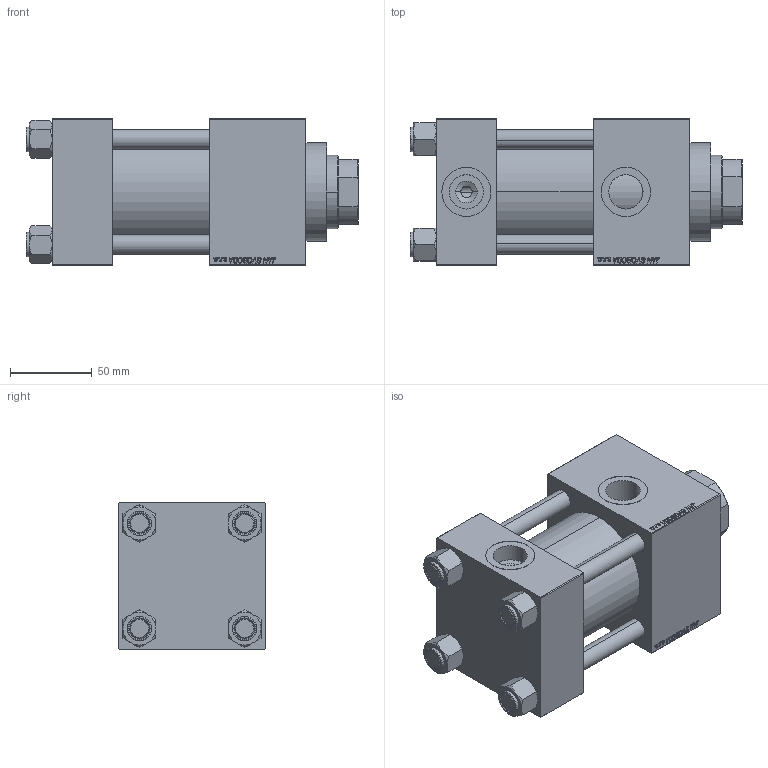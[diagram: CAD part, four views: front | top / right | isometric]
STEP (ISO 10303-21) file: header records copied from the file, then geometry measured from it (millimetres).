
FILE_DESCRIPTION (( 'STEP AP203' ), '1' );
FILE_NAME ('bdb9.STEP', '2022-04-15T06:06:02', ( '' ), ( '' ), 'SwSTEP 2.0', 'SolidWorks 2019', '' );
FILE_SCHEMA (( 'CONFIG_CONTROL_DESIGN' ));
Length unit declared in the file: millimetre
Products named in the file (6): V215CR_VCP_C 597139ec2e4561d29c37acefc9a44589; bdb9; V215_VC_A 597139ec2e4561d29c37acefc9a44589; V215CR_C_Body 597139ec2e4561d29c37acefc9a44589; V215CR_C_TYCINKA 597139ec2e4561d29c37acefc9a44589; NUT_M5_C 597139ec2e4561d29c37acefc9a44589
Assembly tree (11 placements, depth 2):
  bdb9
    V215CR_C_Body 597139ec2e4561d29c37acefc9a44589
    V215CR_VCP_C 597139ec2e4561d29c37acefc9a44589
    NUT_M5_C 597139ec2e4561d29c37acefc9a44589  x4
    V215CR_C_TYCINKA 597139ec2e4561d29c37acefc9a44589  x4
    V215_VC_A 597139ec2e4561d29c37acefc9a44589
Bounding box: 203 x 90 x 90 mm (x, y, z)
Volume: 997788.3 mm3; surface area: 190212.8 mm2
Topology: 11 solids, 11 shells, 1151 faces, 2883 edges, 1869 vertices
Faces by surface type: plane 527, bspline 392, cone 136, cylinder 88, torus 8
Entity records: 50307 total; most frequent: CARTESIAN_POINT 27134, ORIENTED_EDGE 5258, DIRECTION 3317, EDGE_CURVE 2629, VERTEX_POINT 1725, VECTOR 1593, LINE 1593, EDGE_LOOP 1158
